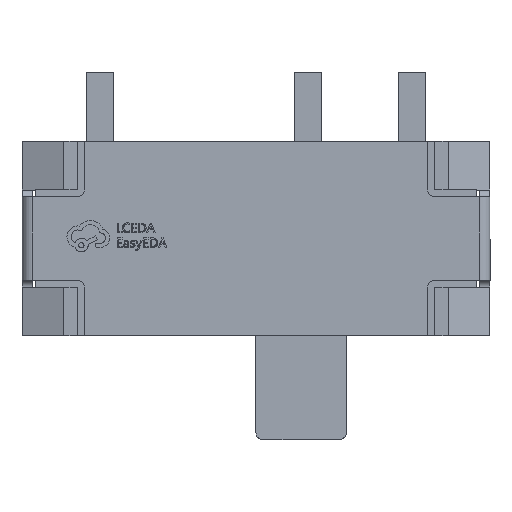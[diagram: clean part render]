
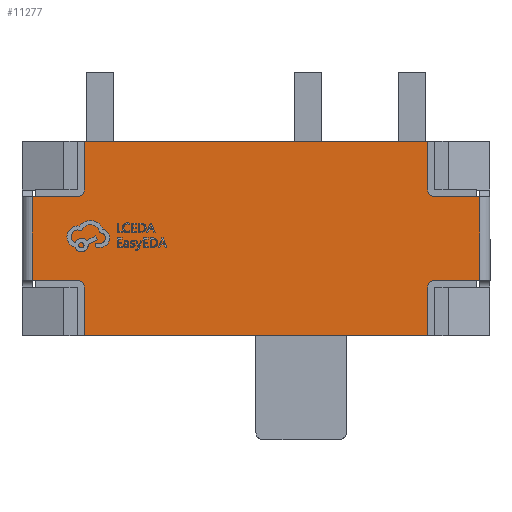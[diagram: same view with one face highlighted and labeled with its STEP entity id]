
A CAD part, top view. The second image highlights one B-rep face of the part: STEP entity #11277.
In plain terms, the highlighted planar face has unit normal (0, 0, 1).
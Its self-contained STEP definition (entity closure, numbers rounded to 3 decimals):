
#309 = LINE ( 'NONE', #5498, #7692 ) ;
#559 = CARTESIAN_POINT ( 'NONE',  ( -2.575, -0.6, 0. ) ) ;
#792 = CARTESIAN_POINT ( 'NONE',  ( -2.475, -0.7, 0. ) ) ;
#939 = CARTESIAN_POINT ( 'NONE',  ( 2.475, 1.4, 0. ) ) ;
#1042 = LINE ( 'NONE', #14172, #6696 ) ;
#1205 = ORIENTED_EDGE ( 'NONE', *, *, #14109, .T. ) ;
#1324 = ORIENTED_EDGE ( 'NONE', *, *, #7882, .T. ) ;
#1532 = CARTESIAN_POINT ( 'NONE',  ( -2.575, 0.7, 0. ) ) ;
#1801 = CIRCLE ( 'NONE', #11308, 0.1 ) ;
#1903 = AXIS2_PLACEMENT_3D ( 'NONE', #14319, #2635, #7837 ) ;
#1929 = CARTESIAN_POINT ( 'NONE',  ( 2.575, 0.7, 0. ) ) ;
#2000 = CARTESIAN_POINT ( 'NONE',  ( -2.575, 0.6, 0. ) ) ;
#2015 = DIRECTION ( 'NONE',  ( -1., 0., 0. ) ) ;
#2058 = CARTESIAN_POINT ( 'NONE',  ( -2.475, -1.4, 0. ) ) ;
#2260 = ORIENTED_EDGE ( 'NONE', *, *, #12980, .T. ) ;
#2317 = LINE ( 'NONE', #7514, #15364 ) ;
#2376 = CARTESIAN_POINT ( 'NONE',  ( 2.575, 0.6, 0. ) ) ;
#2496 = DIRECTION ( 'NONE',  ( 0., 1., 0. ) ) ;
#2534 = VECTOR ( 'NONE', #2821, 1000. ) ;
#2635 = DIRECTION ( 'NONE',  ( 0., 0., 1. ) ) ;
#2821 = DIRECTION ( 'NONE',  ( 0., -1., 0. ) ) ;
#2908 = VECTOR ( 'NONE', #5061, 1000. ) ;
#2915 = ORIENTED_EDGE ( 'NONE', *, *, #13214, .T. ) ;
#3132 = CIRCLE ( 'NONE', #8547, 0.1 ) ;
#3140 = DIRECTION ( 'NONE',  ( -1., 0., 0. ) ) ;
#3420 = ORIENTED_EDGE ( 'NONE', *, *, #7879, .T. ) ;
#3641 = EDGE_CURVE ( 'NONE', #9641, #7081, #3132, .T. ) ;
#3672 = CARTESIAN_POINT ( 'NONE',  ( 2.475, -0.7, 0. ) ) ;
#3694 = CARTESIAN_POINT ( 'NONE',  ( 2.475, -1.4, 0. ) ) ;
#3824 = CARTESIAN_POINT ( 'NONE',  ( -3.225, -0.6, 0. ) ) ;
#4104 = AXIS2_PLACEMENT_3D ( 'NONE', #10879, #16103, #4426 ) ;
#4108 = DIRECTION ( 'NONE',  ( 0., 1., 0. ) ) ;
#4151 = DIRECTION ( 'NONE',  ( 0., -1., 0. ) ) ;
#4179 = CARTESIAN_POINT ( 'NONE',  ( -2.575, -0.7, 0. ) ) ;
#4269 = CARTESIAN_POINT ( 'NONE',  ( 2.575, -0.6, 0. ) ) ;
#4281 = LINE ( 'NONE', #9474, #7743 ) ;
#4285 = VERTEX_POINT ( 'NONE', #15850 ) ;
#4351 = EDGE_CURVE ( 'NONE', #8949, #10229, #13749, .T. ) ;
#4426 = DIRECTION ( 'NONE',  ( -1., 0., 0. ) ) ;
#4700 = CIRCLE ( 'NONE', #14240, 0.1 ) ;
#4778 = ORIENTED_EDGE ( 'NONE', *, *, #3641, .T. ) ;
#4916 = VERTEX_POINT ( 'NONE', #12512 ) ;
#4941 = CARTESIAN_POINT ( 'NONE',  ( 3.225, -0.6, 0. ) ) ;
#5061 = DIRECTION ( 'NONE',  ( 0., -1., 0. ) ) ;
#5164 = CARTESIAN_POINT ( 'NONE',  ( 2.475, 1.4, 0. ) ) ;
#5255 = VERTEX_POINT ( 'NONE', #4269 ) ;
#5419 = ORIENTED_EDGE ( 'NONE', *, *, #15161, .T. ) ;
#5498 = CARTESIAN_POINT ( 'NONE',  ( 3.375, -0.6, 0. ) ) ;
#5991 = VECTOR ( 'NONE', #7252, 1000. ) ;
#5999 = EDGE_CURVE ( 'NONE', #4285, #10919, #1801, .T. ) ;
#6151 = DIRECTION ( 'NONE',  ( 0., 1., 0. ) ) ;
#6450 = CARTESIAN_POINT ( 'NONE',  ( -3.225, 0.6, 0. ) ) ;
#6459 = ORIENTED_EDGE ( 'NONE', *, *, #13402, .T. ) ;
#6696 = VECTOR ( 'NONE', #2496, 1000. ) ;
#6705 = LINE ( 'NONE', #15844, #16682 ) ;
#7081 = VERTEX_POINT ( 'NONE', #792 ) ;
#7116 = DIRECTION ( 'NONE',  ( 0., 0., -1. ) ) ;
#7252 = DIRECTION ( 'NONE',  ( 1., 0., 0. ) ) ;
#7278 = VERTEX_POINT ( 'NONE', #9611 ) ;
#7514 = CARTESIAN_POINT ( 'NONE',  ( 2.575, 0.6, 0. ) ) ;
#7629 = VERTEX_POINT ( 'NONE', #5164 ) ;
#7692 = VECTOR ( 'NONE', #10675, 1000. ) ;
#7743 = VECTOR ( 'NONE', #14686, 1000. ) ;
#7837 = DIRECTION ( 'NONE',  ( 1., 0., 0. ) ) ;
#7879 = EDGE_CURVE ( 'NONE', #15476, #5255, #11421, .T. ) ;
#7882 = EDGE_CURVE ( 'NONE', #7629, #7278, #9609, .T. ) ;
#7987 = VECTOR ( 'NONE', #6151, 1000. ) ;
#8027 = VERTEX_POINT ( 'NONE', #3824 ) ;
#8487 = LINE ( 'NONE', #13698, #8868 ) ;
#8547 = AXIS2_PLACEMENT_3D ( 'NONE', #4179, #9373, #14582 ) ;
#8731 = ORIENTED_EDGE ( 'NONE', *, *, #14930, .T. ) ;
#8868 = VECTOR ( 'NONE', #2015, 1000. ) ;
#8949 = VERTEX_POINT ( 'NONE', #14096 ) ;
#9308 = LINE ( 'NONE', #14512, #2534 ) ;
#9373 = DIRECTION ( 'NONE',  ( 0., 0., -1. ) ) ;
#9418 = VERTEX_POINT ( 'NONE', #10555 ) ;
#9474 = CARTESIAN_POINT ( 'NONE',  ( -3.375, -0.6, 0. ) ) ;
#9609 = LINE ( 'NONE', #14827, #13634 ) ;
#9611 = CARTESIAN_POINT ( 'NONE',  ( -2.475, 1.4, 0. ) ) ;
#9641 = VERTEX_POINT ( 'NONE', #559 ) ;
#9874 = VECTOR ( 'NONE', #4108, 1000. ) ;
#10047 = ORIENTED_EDGE ( 'NONE', *, *, #13205, .T. ) ;
#10229 = VERTEX_POINT ( 'NONE', #3694 ) ;
#10330 = ORIENTED_EDGE ( 'NONE', *, *, #4351, .T. ) ;
#10401 = VERTEX_POINT ( 'NONE', #2376 ) ;
#10555 = CARTESIAN_POINT ( 'NONE',  ( 2.475, 0.7, 0. ) ) ;
#10572 = LINE ( 'NONE', #15795, #9874 ) ;
#10596 = EDGE_LOOP ( 'NONE', ( #2260, #11362, #16670, #11539, #6459, #1324, #11803, #11675, #8731, #5419, #1205, #4778, #2915, #10330, #10047, #3420 ) ) ;
#10649 = DIRECTION ( 'NONE',  ( 0., 0., -1. ) ) ;
#10675 = DIRECTION ( 'NONE',  ( 1., 0., 0. ) ) ;
#10837 = EDGE_CURVE ( 'NONE', #7278, #4285, #6705, .T. ) ;
#10870 = EDGE_CURVE ( 'NONE', #10401, #9418, #4700, .T. ) ;
#10879 = CARTESIAN_POINT ( 'NONE',  ( 2.575, -0.7, 0. ) ) ;
#10919 = VERTEX_POINT ( 'NONE', #2000 ) ;
#11076 = VERTEX_POINT ( 'NONE', #6450 ) ;
#11277 = ADVANCED_FACE ( 'NONE', ( #11575 ), #16787, .T. ) ;
#11308 = AXIS2_PLACEMENT_3D ( 'NONE', #1532, #10649, #15878 ) ;
#11362 = ORIENTED_EDGE ( 'NONE', *, *, #14646, .T. ) ;
#11421 = CIRCLE ( 'NONE', #4104, 0.1 ) ;
#11506 = LINE ( 'NONE', #16717, #2908 ) ;
#11538 = VERTEX_POINT ( 'NONE', #4941 ) ;
#11539 = ORIENTED_EDGE ( 'NONE', *, *, #10870, .T. ) ;
#11575 = FACE_OUTER_BOUND ( 'NONE', #10596, .T. ) ;
#11675 = ORIENTED_EDGE ( 'NONE', *, *, #5999, .T. ) ;
#11803 = ORIENTED_EDGE ( 'NONE', *, *, #10837, .T. ) ;
#12329 = DIRECTION ( 'NONE',  ( 1., 0., 0. ) ) ;
#12512 = CARTESIAN_POINT ( 'NONE',  ( 3.225, 0.6, 0. ) ) ;
#12602 = LINE ( 'NONE', #939, #7987 ) ;
#12708 = DIRECTION ( 'NONE',  ( -1., 0., 0. ) ) ;
#12980 = EDGE_CURVE ( 'NONE', #5255, #11538, #309, .T. ) ;
#13205 = EDGE_CURVE ( 'NONE', #10229, #15476, #10572, .T. ) ;
#13214 = EDGE_CURVE ( 'NONE', #7081, #8949, #9308, .T. ) ;
#13402 = EDGE_CURVE ( 'NONE', #9418, #7629, #12602, .T. ) ;
#13634 = VECTOR ( 'NONE', #3140, 1000. ) ;
#13698 = CARTESIAN_POINT ( 'NONE',  ( -2.575, 0.6, 0. ) ) ;
#13749 = LINE ( 'NONE', #2058, #5991 ) ;
#13920 = EDGE_CURVE ( 'NONE', #4916, #10401, #2317, .T. ) ;
#14096 = CARTESIAN_POINT ( 'NONE',  ( -2.475, -1.4, 0. ) ) ;
#14109 = EDGE_CURVE ( 'NONE', #8027, #9641, #4281, .T. ) ;
#14172 = CARTESIAN_POINT ( 'NONE',  ( 3.225, 0.6, 0. ) ) ;
#14240 = AXIS2_PLACEMENT_3D ( 'NONE', #1929, #7116, #12329 ) ;
#14319 = CARTESIAN_POINT ( 'NONE',  ( 2.575, 0.7, 0. ) ) ;
#14512 = CARTESIAN_POINT ( 'NONE',  ( -2.475, -0.7, 0. ) ) ;
#14582 = DIRECTION ( 'NONE',  ( 1., 0., 0. ) ) ;
#14646 = EDGE_CURVE ( 'NONE', #11538, #4916, #1042, .T. ) ;
#14686 = DIRECTION ( 'NONE',  ( 1., 0., 0. ) ) ;
#14827 = CARTESIAN_POINT ( 'NONE',  ( -2.475, 1.4, 0. ) ) ;
#14930 = EDGE_CURVE ( 'NONE', #10919, #11076, #8487, .T. ) ;
#15161 = EDGE_CURVE ( 'NONE', #11076, #8027, #11506, .T. ) ;
#15364 = VECTOR ( 'NONE', #12708, 1000. ) ;
#15476 = VERTEX_POINT ( 'NONE', #3672 ) ;
#15795 = CARTESIAN_POINT ( 'NONE',  ( 2.475, -0.7, 0. ) ) ;
#15844 = CARTESIAN_POINT ( 'NONE',  ( -2.475, 1.4, 0. ) ) ;
#15850 = CARTESIAN_POINT ( 'NONE',  ( -2.475, 0.7, 0. ) ) ;
#15878 = DIRECTION ( 'NONE',  ( -1., 0., 0. ) ) ;
#16103 = DIRECTION ( 'NONE',  ( 0., 0., -1. ) ) ;
#16670 = ORIENTED_EDGE ( 'NONE', *, *, #13920, .T. ) ;
#16682 = VECTOR ( 'NONE', #4151, 1000. ) ;
#16717 = CARTESIAN_POINT ( 'NONE',  ( -3.225, -0.6, 0. ) ) ;
#16787 = PLANE ( 'NONE',  #1903 ) ;
